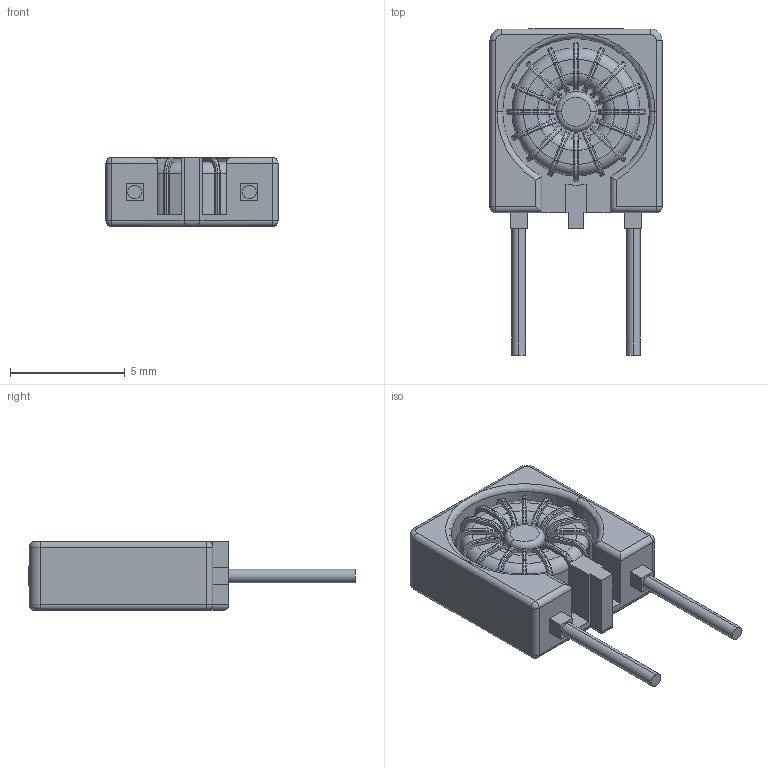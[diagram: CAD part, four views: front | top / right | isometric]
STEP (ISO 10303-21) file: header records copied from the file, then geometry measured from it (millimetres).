
FILE_DESCRIPTION (( 'STEP AP214' ), '1' );
FILE_NAME ('IFC_NTSBT02_L7.5W3T3.STEP', '2018-10-15T16:01:22', ( '' ), ( '' ), 'SwSTEP 2.0', 'SolidWorks 2014', '' );
FILE_SCHEMA (( 'AUTOMOTIVE_DESIGN' ));
Length unit declared in the file: millimetre
Products named in the file (1): IFC_NTSBT02_L7.5W3T3
Bounding box: 7.5 x 14.21 x 3 mm (x, y, z)
Volume: 150.7 mm3; surface area: 418.5 mm2
Topology: 1 solids, 1 shells, 567 faces, 1600 edges, 1008 vertices
Faces by surface type: cylinder 241, plane 213, torus 109, sphere 4
Entity records: 24466 total; most frequent: CARTESIAN_POINT 3781, DIRECTION 3241, ORIENTED_EDGE 3192, EDGE_CURVE 1596, AXIS2_PLACEMENT_3D 1214, VERTEX_POINT 1008, LINE 813, VECTOR 813
